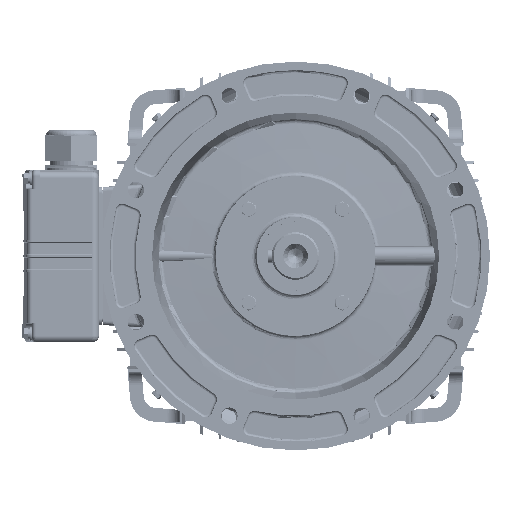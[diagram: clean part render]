
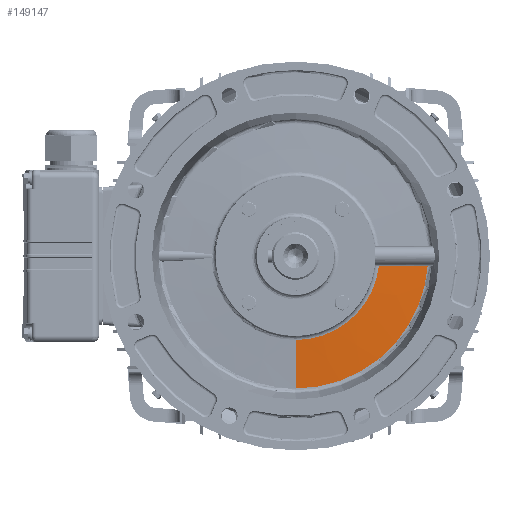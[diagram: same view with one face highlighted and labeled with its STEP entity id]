
A CAD part, left-side view. The second image highlights one B-rep face of the part: STEP entity #149147.
In plain terms, the highlighted conical face has half-angle 87 degrees and reference radius 153.31 mm.
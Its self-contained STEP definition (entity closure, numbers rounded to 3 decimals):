
#9954 = CARTESIAN_POINT ( 'NONE',  ( -265.752, -96.614, -11. ) ) ;
#9956 = CARTESIAN_POINT ( 'NONE',  ( -265.752, 0., -97.238 ) ) ;
#9958 = CARTESIAN_POINT ( 'NONE',  ( -262.813, 0., -153.309 ) ) ;
#9960 = CARTESIAN_POINT ( 'NONE',  ( -262.813, -152.912, -11. ) ) ;
#27099 = FACE_OUTER_BOUND ( 'NONE', #125606, .T. ) ;
#27105 = AXIS2_PLACEMENT_3D ( 'NONE', #30760, #30762, #30764 ) ;
#30760 = CARTESIAN_POINT ( 'NONE',  ( -262.813, 0., 0. ) ) ;
#30762 = DIRECTION ( 'NONE',  ( 1., 0., 0. ) ) ;
#30764 = DIRECTION ( 'NONE',  ( 0., 0., -1. ) ) ;
#45948 = CIRCLE ( 'NONE', #153588, 97.238 ) ;
#48505 = B_SPLINE_CURVE_WITH_KNOTS ( 'NONE', 3,
 ( #74210, #74211, #74212, #74213 ),
 .UNSPECIFIED., .F., .F.,
 ( 4, 4 ),
 ( 0., 1. ),
 .UNSPECIFIED. ) ;
#48506 = B_SPLINE_CURVE_WITH_KNOTS ( 'NONE', 3,
 ( #74192, #74193, #74194, #74195, #74196, #74197, #74198, #74199, #74200, #74201, #74202, #74203, #74204, #74205, #74206, #74207, #74208, #74209 ),
 .UNSPECIFIED., .F., .F.,
 ( 4, 2, 2, 2, 2, 2, 2, 2, 4 ),
 ( 0., 0.125, 0.25, 0.375, 0.5, 0.625, 0.75, 0.875, 1. ),
 .UNSPECIFIED. ) ;
#70610 = EDGE_CURVE ( 'NONE', #138469, #138470, #74187, .T. ) ;
#70611 = EDGE_CURVE ( 'NONE', #138468, #138469, #45948, .T. ) ;
#70612 = EDGE_CURVE ( 'NONE', #138470, #138471, #48506, .T. ) ;
#70613 = EDGE_CURVE ( 'NONE', #138468, #138471, #48505, .T. ) ;
#74186 = CARTESIAN_POINT ( 'NONE',  ( -265.752, 0., 0. ) ) ;
#74187 = LINE ( 'NONE', #74188, #153583 ) ;
#74188 = CARTESIAN_POINT ( 'NONE',  ( -262.813, 0., -153.309 ) ) ;
#74189 = DIRECTION ( 'NONE',  ( 0.052, 0., -0.999 ) ) ;
#74190 = DIRECTION ( 'NONE',  ( 1., 0., 0. ) ) ;
#74191 = DIRECTION ( 'NONE',  ( 0., 0., -1. ) ) ;
#74192 = CARTESIAN_POINT ( 'NONE',  ( -262.813, 0., -153.309 ) ) ;
#74193 = CARTESIAN_POINT ( 'NONE',  ( -262.813, -9.575, -153.309 ) ) ;
#74194 = CARTESIAN_POINT ( 'NONE',  ( -262.813, -19.15, -152.41 ) ) ;
#74195 = CARTESIAN_POINT ( 'NONE',  ( -262.813, -37.966, -148.842 ) ) ;
#74196 = CARTESIAN_POINT ( 'NONE',  ( -262.813, -47.206, -146.174 ) ) ;
#74197 = CARTESIAN_POINT ( 'NONE',  ( -262.813, -65.027, -139.164 ) ) ;
#74198 = CARTESIAN_POINT ( 'NONE',  ( -262.813, -73.609, -134.822 ) ) ;
#74199 = CARTESIAN_POINT ( 'NONE',  ( -262.813, -89.812, -124.615 ) ) ;
#74200 = CARTESIAN_POINT ( 'NONE',  ( -262.813, -97.434, -118.75 ) ) ;
#74201 = CARTESIAN_POINT ( 'NONE',  ( -262.813, -111.453, -105.704 ) ) ;
#74202 = CARTESIAN_POINT ( 'NONE',  ( -262.813, -117.849, -98.522 ) ) ;
#74203 = CARTESIAN_POINT ( 'NONE',  ( -262.813, -129.192, -83.092 ) ) ;
#74204 = CARTESIAN_POINT ( 'NONE',  ( -262.813, -134.139, -74.844 ) ) ;
#74205 = CARTESIAN_POINT ( 'NONE',  ( -262.813, -142.409, -57.572 ) ) ;
#74206 = CARTESIAN_POINT ( 'NONE',  ( -262.813, -145.733, -48.547 ) ) ;
#74207 = CARTESIAN_POINT ( 'NONE',  ( -262.813, -150.641, -30.036 ) ) ;
#74208 = CARTESIAN_POINT ( 'NONE',  ( -262.813, -152.225, -20.551 ) ) ;
#74209 = CARTESIAN_POINT ( 'NONE',  ( -262.813, -152.912, -11. ) ) ;
#74210 = CARTESIAN_POINT ( 'NONE',  ( -265.752, -96.614, -11. ) ) ;
#74211 = CARTESIAN_POINT ( 'NONE',  ( -264.993, -111.18, -11. ) ) ;
#74212 = CARTESIAN_POINT ( 'NONE',  ( -264.014, -129.946, -11. ) ) ;
#74213 = CARTESIAN_POINT ( 'NONE',  ( -262.813, -152.912, -11. ) ) ;
#81921 = ORIENTED_EDGE ( 'NONE', *, *, #70611, .T. ) ;
#81923 = ORIENTED_EDGE ( 'NONE', *, *, #70612, .T. ) ;
#81927 = ORIENTED_EDGE ( 'NONE', *, *, #70610, .T. ) ;
#81929 = ORIENTED_EDGE ( 'NONE', *, *, #70613, .F. ) ;
#125606 = EDGE_LOOP ( 'NONE', ( #81921, #81927, #81923, #81929 ) ) ;
#138468 = VERTEX_POINT ( 'NONE', #9954 ) ;
#138469 = VERTEX_POINT ( 'NONE', #9956 ) ;
#138470 = VERTEX_POINT ( 'NONE', #9958 ) ;
#138471 = VERTEX_POINT ( 'NONE', #9960 ) ;
#149147 = ADVANCED_FACE ( 'NONE', ( #27099 ), #207500, .T. ) ;
#153583 = VECTOR ( 'NONE', #74189, 1000. ) ;
#153588 = AXIS2_PLACEMENT_3D ( 'NONE', #74186, #74190, #74191 ) ;
#207500 = CONICAL_SURFACE ( 'NONE', #27105, 153.309, 1.518 ) ;
